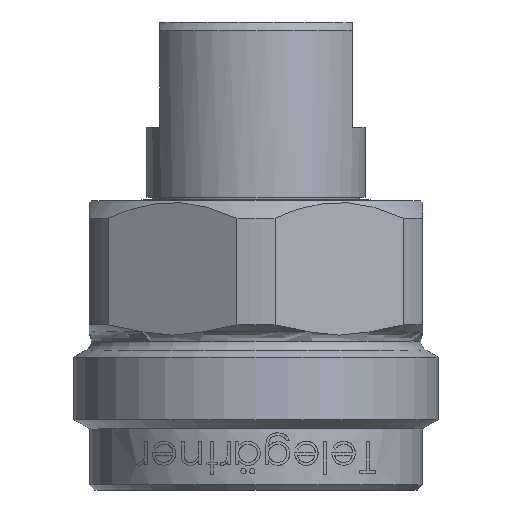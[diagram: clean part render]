
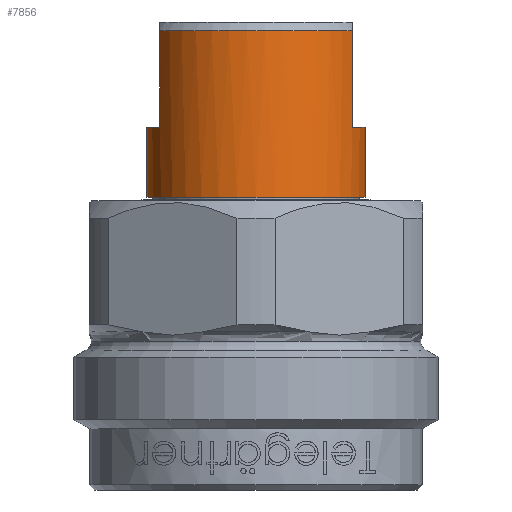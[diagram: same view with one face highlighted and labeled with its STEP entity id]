
A CAD part, front view. The second image highlights one B-rep face of the part: STEP entity #7856.
In plain terms, the highlighted cylindrical face has radius 6.25 mm (diameter 12.5 mm), a partial arc.
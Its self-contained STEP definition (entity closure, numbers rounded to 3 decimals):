
#151 = EDGE_CURVE ( 'NONE', #14024, #4083, #6045, .T. ) ;
#156 = DIRECTION ( 'NONE',  ( 0., 0., 1. ) ) ;
#251 = VECTOR ( 'NONE', #14004, 1000. ) ;
#413 = LINE ( 'NONE', #13798, #3368 ) ;
#582 = DIRECTION ( 'NONE',  ( 0., 0., -1. ) ) ;
#667 = VECTOR ( 'NONE', #1703, 1000. ) ;
#825 = CARTESIAN_POINT ( 'NONE',  ( 0., 0., 0. ) ) ;
#1022 = ORIENTED_EDGE ( 'NONE', *, *, #10655, .T. ) ;
#1041 = AXIS2_PLACEMENT_3D ( 'NONE', #4303, #11966, #5402 ) ;
#1075 = EDGE_CURVE ( 'NONE', #3672, #1323, #6665, .T. ) ;
#1179 = CARTESIAN_POINT ( 'NONE',  ( -6.25, 0., -6. ) ) ;
#1323 = VERTEX_POINT ( 'NONE', #9848 ) ;
#1703 = DIRECTION ( 'NONE',  ( 0., 0., 1. ) ) ;
#1794 = FACE_OUTER_BOUND ( 'NONE', #12994, .T. ) ;
#1997 = DIRECTION ( 'NONE',  ( -1., 0., 0. ) ) ;
#2084 = EDGE_CURVE ( 'NONE', #11586, #6059, #3043, .T. ) ;
#2781 = CARTESIAN_POINT ( 'NONE',  ( -5.5, -2.969, -0.5 ) ) ;
#2793 = DIRECTION ( 'NONE',  ( 0., 0., 1. ) ) ;
#2797 = VECTOR ( 'NONE', #7845, 1000. ) ;
#2849 = CARTESIAN_POINT ( 'NONE',  ( -6.25, 0., 0. ) ) ;
#3043 = CIRCLE ( 'NONE', #11279, 6.25 ) ;
#3113 = DIRECTION ( 'NONE',  ( 1., 0., 0. ) ) ;
#3368 = VECTOR ( 'NONE', #8448, 1000. ) ;
#3672 = VERTEX_POINT ( 'NONE', #12751 ) ;
#4083 = VERTEX_POINT ( 'NONE', #1179 ) ;
#4303 = CARTESIAN_POINT ( 'NONE',  ( 0., 0., -10. ) ) ;
#4929 = EDGE_CURVE ( 'NONE', #4083, #12898, #11831, .T. ) ;
#5402 = DIRECTION ( 'NONE',  ( 1., 0., 0. ) ) ;
#6045 = LINE ( 'NONE', #2849, #2797 ) ;
#6059 = VERTEX_POINT ( 'NONE', #11500 ) ;
#6354 = CARTESIAN_POINT ( 'NONE',  ( 6.25, 0., 0. ) ) ;
#6665 = CIRCLE ( 'NONE', #9728, 6.25 ) ;
#6709 = VERTEX_POINT ( 'NONE', #9851 ) ;
#6759 = CARTESIAN_POINT ( 'NONE',  ( 0., 0., -6. ) ) ;
#6962 = CARTESIAN_POINT ( 'NONE',  ( 0., 0., -6. ) ) ;
#7042 = ORIENTED_EDGE ( 'NONE', *, *, #4929, .F. ) ;
#7341 = EDGE_CURVE ( 'NONE', #14024, #6709, #11886, .T. ) ;
#7845 = DIRECTION ( 'NONE',  ( 0., 0., 1. ) ) ;
#7856 = ADVANCED_FACE ( 'NONE', ( #1794 ), #9160, .T. ) ;
#7873 = DIRECTION ( 'NONE',  ( 1., 0., 0. ) ) ;
#8094 = CARTESIAN_POINT ( 'NONE',  ( -6.25, 0., -10. ) ) ;
#8233 = ORIENTED_EDGE ( 'NONE', *, *, #11087, .T. ) ;
#8293 = CARTESIAN_POINT ( 'NONE',  ( -5.5, -2.969, -6. ) ) ;
#8448 = DIRECTION ( 'NONE',  ( 0., 0., 1. ) ) ;
#8700 = LINE ( 'NONE', #6354, #251 ) ;
#9072 = LINE ( 'NONE', #8293, #667 ) ;
#9160 = CYLINDRICAL_SURFACE ( 'NONE', #10037, 6.25 ) ;
#9351 = CARTESIAN_POINT ( 'NONE',  ( 0., 0., -0.5 ) ) ;
#9728 = AXIS2_PLACEMENT_3D ( 'NONE', #6962, #582, #1997 ) ;
#9848 = CARTESIAN_POINT ( 'NONE',  ( 5.5, -2.969, -6. ) ) ;
#9851 = CARTESIAN_POINT ( 'NONE',  ( 6.25, 0., -10. ) ) ;
#9862 = EDGE_CURVE ( 'NONE', #12898, #11586, #9072, .T. ) ;
#10037 = AXIS2_PLACEMENT_3D ( 'NONE', #825, #10720, #3113 ) ;
#10344 = ORIENTED_EDGE ( 'NONE', *, *, #2084, .F. ) ;
#10424 = ORIENTED_EDGE ( 'NONE', *, *, #7341, .T. ) ;
#10437 = DIRECTION ( 'NONE',  ( 1., 0., 0. ) ) ;
#10655 = EDGE_CURVE ( 'NONE', #6709, #3672, #8700, .T. ) ;
#10720 = DIRECTION ( 'NONE',  ( 0., 0., 1. ) ) ;
#11087 = EDGE_CURVE ( 'NONE', #1323, #6059, #413, .T. ) ;
#11226 = ORIENTED_EDGE ( 'NONE', *, *, #151, .F. ) ;
#11279 = AXIS2_PLACEMENT_3D ( 'NONE', #9351, #2793, #10437 ) ;
#11500 = CARTESIAN_POINT ( 'NONE',  ( 5.5, -2.969, -0.5 ) ) ;
#11586 = VERTEX_POINT ( 'NONE', #2781 ) ;
#11831 = CIRCLE ( 'NONE', #12160, 6.25 ) ;
#11886 = CIRCLE ( 'NONE', #1041, 6.25 ) ;
#11966 = DIRECTION ( 'NONE',  ( 0., 0., 1. ) ) ;
#12160 = AXIS2_PLACEMENT_3D ( 'NONE', #6759, #156, #7873 ) ;
#12209 = ORIENTED_EDGE ( 'NONE', *, *, #1075, .T. ) ;
#12751 = CARTESIAN_POINT ( 'NONE',  ( 6.25, 0., -6. ) ) ;
#12898 = VERTEX_POINT ( 'NONE', #13365 ) ;
#12994 = EDGE_LOOP ( 'NONE', ( #11226, #10424, #1022, #12209, #8233, #10344, #13866, #7042 ) ) ;
#13365 = CARTESIAN_POINT ( 'NONE',  ( -5.5, -2.969, -6. ) ) ;
#13798 = CARTESIAN_POINT ( 'NONE',  ( 5.5, -2.969, -6. ) ) ;
#13866 = ORIENTED_EDGE ( 'NONE', *, *, #9862, .F. ) ;
#14004 = DIRECTION ( 'NONE',  ( 0., 0., 1. ) ) ;
#14024 = VERTEX_POINT ( 'NONE', #8094 ) ;
